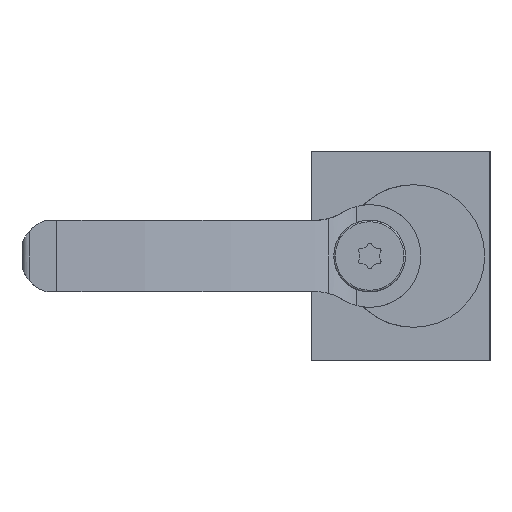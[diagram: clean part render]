
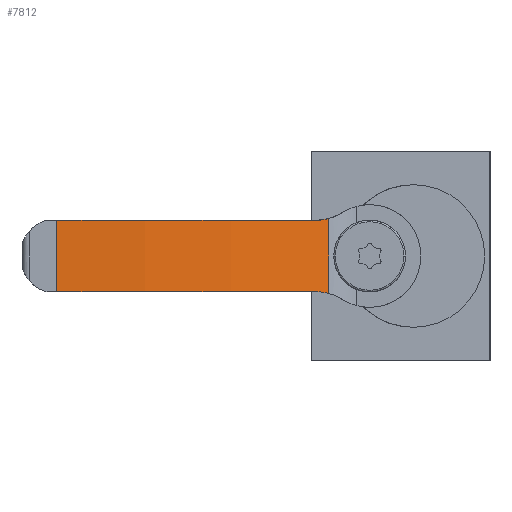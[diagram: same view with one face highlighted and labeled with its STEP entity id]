
A CAD part, left-side view. The second image highlights one B-rep face of the part: STEP entity #7812.
In plain terms, the highlighted cylindrical face has radius 165.841 mm (diameter 331.682 mm), a partial arc.
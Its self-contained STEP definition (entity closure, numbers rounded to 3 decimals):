
#1157=CARTESIAN_POINT('',(-33.79,36.19,
-31.9));
#1158=CARTESIAN_POINT('',(-33.92,36.517,
-31.811));
#1159=CARTESIAN_POINT('',(-34.18,37.177,
-31.663));
#1160=CARTESIAN_POINT('',(-34.568,38.184,
-31.53));
#1161=CARTESIAN_POINT('',(-34.824,38.859,-31.5));
#1162=CARTESIAN_POINT('',(-34.95,39.196,-31.5));
#1193=CARTESIAN_POINT('',(120.341,97.402,-31.5));
#1194=DIRECTION('',(0.,0.,1.));
#1195=DIRECTION('',(-1.,-0.001,0.));
#1196=AXIS2_PLACEMENT_3D('',#1193,#1194,#1195);
#1217=CARTESIAN_POINT('',(120.341,97.402,-15.5));
#1218=DIRECTION('',(0.,0.,-1.));
#1219=DIRECTION('',(-0.936,-0.351,0.));
#1220=AXIS2_PLACEMENT_3D('',#1217,#1218,#1219);
#1254=CARTESIAN_POINT('',(-34.95,39.196,-15.5));
#1255=CARTESIAN_POINT('',(-34.824,38.859,-15.5));
#1256=CARTESIAN_POINT('',(-34.568,38.184,
-15.47));
#1257=CARTESIAN_POINT('',(-34.18,37.177,
-15.337));
#1258=CARTESIAN_POINT('',(-33.92,36.517,
-15.189));
#1259=CARTESIAN_POINT('',(-33.79,36.19,
-15.1));
#1265=DIRECTION('',(0.,0.,1.));
#1266=VECTOR('',#1265,16.);
#1267=CARTESIAN_POINT('',(-45.5,97.2,-31.5));
#1268=LINE('',#1267,#1266);
#1269=DIRECTION('',(0.,0.,-1.));
#1270=VECTOR('',#1269,16.8);
#1271=CARTESIAN_POINT('',(-33.79,36.19,
-15.1));
#1272=LINE('',#1271,#1270);
#5028=CARTESIAN_POINT('',(-34.95,39.196,-15.5));
#5029=VERTEX_POINT('',#5028);
#5030=VERTEX_POINT('',#1259);
#5041=CARTESIAN_POINT('',(-33.79,36.19,
-31.9));
#5042=VERTEX_POINT('',#5041);
#5043=VERTEX_POINT('',#1162);
#5048=CARTESIAN_POINT('',(-45.5,97.2,-31.5));
#5049=VERTEX_POINT('',#5048);
#5086=CARTESIAN_POINT('',(-45.5,97.2,-15.5));
#5087=VERTEX_POINT('',#5086);
#7798=CARTESIAN_POINT('',(120.341,97.402,-32.236));
#7799=DIRECTION('',(0.,0.,1.));
#7800=DIRECTION('',(0.,1.,0.));
#7801=AXIS2_PLACEMENT_3D('',#7798,#7799,#7800);
#7802=CYLINDRICAL_SURFACE('',#7801,165.841);
#7803=ORIENTED_EDGE('',*,*,#7691,.T.);
#7804=ORIENTED_EDGE('',*,*,#7721,.F.);
#7806=ORIENTED_EDGE('',*,*,#7805,.T.);
#7807=ORIENTED_EDGE('',*,*,#7764,.F.);
#7808=ORIENTED_EDGE('',*,*,#7792,.T.);
#7809=ORIENTED_EDGE('',*,*,#7669,.T.);
#7810=EDGE_LOOP('',(#7803,#7804,#7806,#7807,#7808,#7809));
#7811=FACE_OUTER_BOUND('',#7810,.F.);
#7812=ADVANCED_FACE('',(#7811),#7802,.T.);
#1163=B_SPLINE_CURVE_WITH_KNOTS('',3,(#1157,#1158,#1159,#1160,#1161,#1162),
.UNSPECIFIED.,.F.,.F.,(4,1,1,4),(0.,0.333,0.667,1.),
.UNSPECIFIED.);
#1197=CIRCLE('',#1196,165.841);
#1221=CIRCLE('',#1220,165.841);
#1260=B_SPLINE_CURVE_WITH_KNOTS('',3,(#1254,#1255,#1256,#1257,#1258,#1259),
.UNSPECIFIED.,.F.,.F.,(4,1,1,4),(0.,0.333,0.667,1.),
.UNSPECIFIED.);
#7669=EDGE_CURVE('',#5030,#5042,#1272,.T.);
#7691=EDGE_CURVE('',#5042,#5043,#1163,.T.);
#7721=EDGE_CURVE('',#5049,#5043,#1197,.T.);
#7764=EDGE_CURVE('',#5029,#5087,#1221,.T.);
#7792=EDGE_CURVE('',#5029,#5030,#1260,.T.);
#7805=EDGE_CURVE('',#5049,#5087,#1268,.T.);
